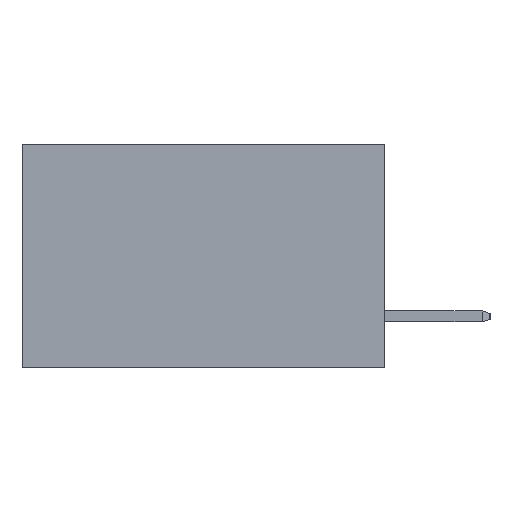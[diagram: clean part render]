
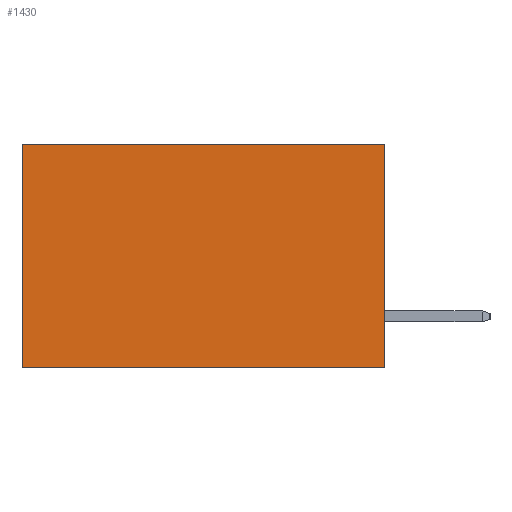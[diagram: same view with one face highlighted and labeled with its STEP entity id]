
A CAD part, left-side view. The second image highlights one B-rep face of the part: STEP entity #1430.
In plain terms, the highlighted planar face has unit normal (-1, 0, 0).
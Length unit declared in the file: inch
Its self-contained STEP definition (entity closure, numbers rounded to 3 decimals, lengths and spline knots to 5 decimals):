
#406 = CARTESIAN_POINT ( 'NONE',  ( 0.2615, 0., -0.37 ) ) ;
#478 = DIRECTION ( 'NONE',  ( 0., 1., 0. ) ) ;
#490 = ORIENTED_EDGE ( 'NONE', *, *, #15928, .F. ) ;
#1430 = ADVANCED_FACE ( 'NONE', ( #9205 ), #7583, .F. ) ;
#3555 = VERTEX_POINT ( 'NONE', #5917 ) ;
#3846 = VECTOR ( 'NONE', #15144, 39.37008 ) ;
#4325 = LINE ( 'NONE', #13724, #3846 ) ;
#4403 = VERTEX_POINT ( 'NONE', #10954 ) ;
#4466 = VECTOR ( 'NONE', #15199, 39.37008 ) ;
#5523 = ORIENTED_EDGE ( 'NONE', *, *, #18586, .T. ) ;
#5917 = CARTESIAN_POINT ( 'NONE',  ( 0.2615, 0.6, 0. ) ) ;
#7179 = DIRECTION ( 'NONE',  ( 0., 0., -1. ) ) ;
#7414 = LINE ( 'NONE', #10257, #11396 ) ;
#7547 = DIRECTION ( 'NONE',  ( 0., 0., -1. ) ) ;
#7583 = PLANE ( 'NONE',  #12215 ) ;
#8266 = EDGE_CURVE ( 'NONE', #16905, #3555, #18707, .T. ) ;
#8996 = DIRECTION ( 'NONE',  ( 1., 0., 0. ) ) ;
#9080 = ORIENTED_EDGE ( 'NONE', *, *, #8266, .T. ) ;
#9205 = FACE_OUTER_BOUND ( 'NONE', #10494, .T. ) ;
#10257 = CARTESIAN_POINT ( 'NONE',  ( 0.2615, 0.6, -0.37 ) ) ;
#10494 = EDGE_LOOP ( 'NONE', ( #5523, #490, #16160, #9080 ) ) ;
#10826 = LINE ( 'NONE', #406, #18579 ) ;
#10954 = CARTESIAN_POINT ( 'NONE',  ( 0.2615, 0., -0.37 ) ) ;
#11396 = VECTOR ( 'NONE', #7179, 39.37008 ) ;
#11942 = CARTESIAN_POINT ( 'NONE',  ( 0.2615, 0.6, -0.37 ) ) ;
#12215 = AXIS2_PLACEMENT_3D ( 'NONE', #15621, #8996, #7547 ) ;
#13724 = CARTESIAN_POINT ( 'NONE',  ( 0.2615, 0., -0.37 ) ) ;
#15144 = DIRECTION ( 'NONE',  ( 0., 0., -1. ) ) ;
#15199 = DIRECTION ( 'NONE',  ( 0., 1., 0. ) ) ;
#15454 = CARTESIAN_POINT ( 'NONE',  ( 0.2615, 0., 0. ) ) ;
#15486 = CARTESIAN_POINT ( 'NONE',  ( 0.2615, 0., 0. ) ) ;
#15621 = CARTESIAN_POINT ( 'NONE',  ( 0.2615, 0., -0.37 ) ) ;
#15879 = EDGE_CURVE ( 'NONE', #16905, #4403, #4325, .T. ) ;
#15928 = EDGE_CURVE ( 'NONE', #4403, #18162, #10826, .T. ) ;
#16160 = ORIENTED_EDGE ( 'NONE', *, *, #15879, .F. ) ;
#16905 = VERTEX_POINT ( 'NONE', #15454 ) ;
#18162 = VERTEX_POINT ( 'NONE', #11942 ) ;
#18579 = VECTOR ( 'NONE', #478, 39.37008 ) ;
#18586 = EDGE_CURVE ( 'NONE', #3555, #18162, #7414, .T. ) ;
#18707 = LINE ( 'NONE', #15486, #4466 ) ;
